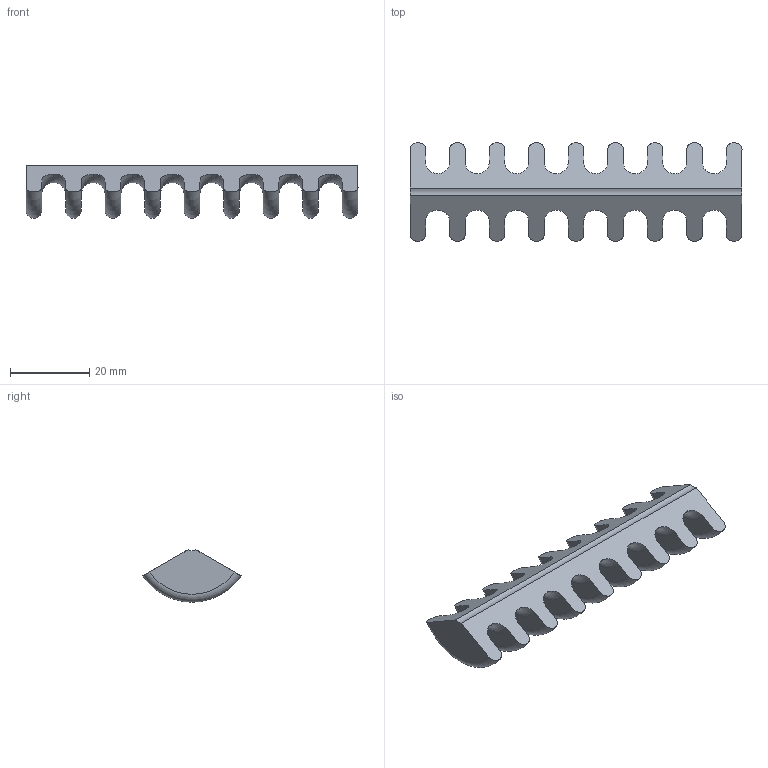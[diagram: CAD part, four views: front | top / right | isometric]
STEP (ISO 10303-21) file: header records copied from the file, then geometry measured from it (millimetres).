
FILE_DESCRIPTION (( 'STEP AP214' ), '1' );
FILE_NAME ('in bellow.STEP', '2023-08-29T07:56:58', ( '' ), ( '' ), 'SwSTEP 2.0', 'SolidWorks 2023', '' );
FILE_SCHEMA (( 'AUTOMOTIVE_DESIGN' ));
Length unit declared in the file: millimetre
Products named in the file (1): in bellow
Bounding box: 84 x 24.92 x 13.26 mm (x, y, z)
Volume: 8567.8 mm3; surface area: 5773.3 mm2
Topology: 1 solids, 1 shells, 46 faces, 132 edges, 88 vertices
Faces by surface type: torus 25, plane 20, cylinder 1
Entity records: 3489 total; most frequent: CARTESIAN_POINT 2313, ORIENTED_EDGE 264, DIRECTION 220, EDGE_CURVE 132, AXIS2_PLACEMENT_3D 91, VERTEX_POINT 88, B_SPLINE_CURVE_WITH_KNOTS 50, ADVANCED_FACE 46
